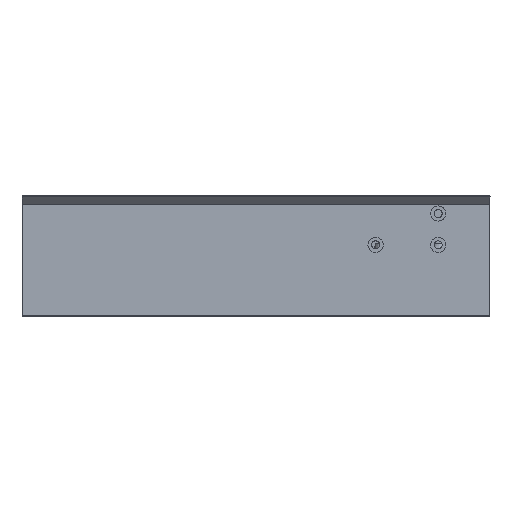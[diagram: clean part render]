
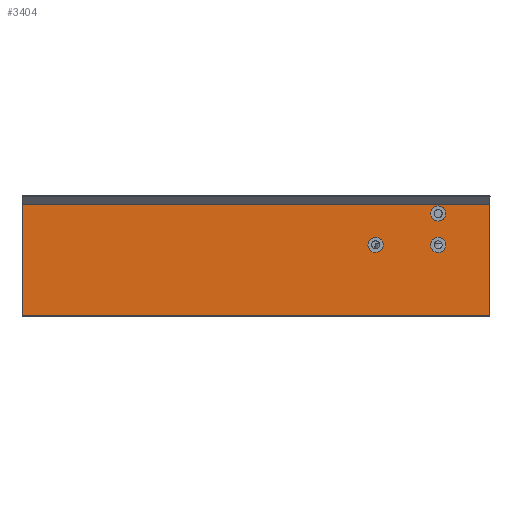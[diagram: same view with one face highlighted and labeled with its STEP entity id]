
A CAD part, top view. The second image highlights one B-rep face of the part: STEP entity #3404.
In plain terms, the highlighted planar face has unit normal (0, 0, 1).
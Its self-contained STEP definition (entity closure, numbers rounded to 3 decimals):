
#840=CARTESIAN_POINT('',(-0.941,264.624,567.032));
#841=VERTEX_POINT('',#840);
#848=CARTESIAN_POINT('',(-185.977,264.65,567.032));
#849=VERTEX_POINT('',#848);
#850=CARTESIAN_POINT('',(-185.977,264.65,567.032));
#851=DIRECTION('',(1.,0.,-0.));
#852=VECTOR('',#851,185.036);
#853=LINE('',#850,#852);
#854=EDGE_CURVE('',#849,#841,#853,.T.);
#2814=CARTESIAN_POINT('',(-185.977,308.69,567.032));
#2815=VERTEX_POINT('',#2814);
#2816=CARTESIAN_POINT('',(-185.977,308.69,567.032));
#2817=DIRECTION('',(-0.,-1.,0.));
#2818=VECTOR('',#2817,44.04);
#2819=LINE('',#2816,#2818);
#2820=EDGE_CURVE('',#2815,#849,#2819,.T.);
#3321=CARTESIAN_POINT('',(2.822,302.177,567.032));
#3322=DIRECTION('',(0.,0.,1.));
#3323=DIRECTION('',(1.,0.,-0.));
#3324=AXIS2_PLACEMENT_3D('',#3321,#3322,#3323);
#3325=PLANE('',#3324);
#3326=CARTESIAN_POINT('',(-0.941,308.664,567.032));
#3327=VERTEX_POINT('',#3326);
#3328=CARTESIAN_POINT('',(-185.977,308.69,567.032));
#3329=DIRECTION('',(1.,0.,-0.));
#3330=VECTOR('',#3329,185.036);
#3331=LINE('',#3328,#3330);
#3332=EDGE_CURVE('',#2815,#3327,#3331,.T.);
#3333=ORIENTED_EDGE('',*,*,#3332,.F.);
#3334=ORIENTED_EDGE('',*,*,#2820,.T.);
#3335=ORIENTED_EDGE('',*,*,#854,.T.);
#3336=CARTESIAN_POINT('',(-0.941,308.664,567.032));
#3337=DIRECTION('',(-0.,-1.,0.));
#3338=VECTOR('',#3337,44.04);
#3339=LINE('',#3336,#3338);
#3340=EDGE_CURVE('',#3327,#841,#3339,.T.);
#3341=ORIENTED_EDGE('',*,*,#3340,.F.);
#3342=EDGE_LOOP('',(#3333,#3334,#3335,#3341));
#3343=FACE_BOUND('',#3342,.T.);
#3344=CARTESIAN_POINT('',(-21.438,308.123,567.032));
#3345=VERTEX_POINT('',#3344);
#3346=CARTESIAN_POINT('',(-18.438,305.123,567.032));
#3347=VERTEX_POINT('',#3346);
#3348=CARTESIAN_POINT('',(-21.438,305.123,567.032));
#3349=DIRECTION('',(0.,0.,1.));
#3350=DIRECTION('',(1.,0.,-0.));
#3351=AXIS2_PLACEMENT_3D('',#3348,#3349,#3350);
#3352=CIRCLE('',#3351,3.);
#3353=EDGE_CURVE('',#3345,#3347,#3352,.T.);
#3354=ORIENTED_EDGE('',*,*,#3353,.F.);
#3355=CARTESIAN_POINT('',(-21.438,305.123,567.032));
#3356=DIRECTION('',(0.,0.,1.));
#3357=DIRECTION('',(1.,0.,-0.));
#3358=AXIS2_PLACEMENT_3D('',#3355,#3356,#3357);
#3359=CIRCLE('',#3358,3.);
#3360=EDGE_CURVE('',#3347,#3345,#3359,.T.);
#3361=ORIENTED_EDGE('',*,*,#3360,.F.);
#3362=EDGE_LOOP('',(#3354,#3361));
#3363=FACE_BOUND('',#3362,.T.);
#3364=CARTESIAN_POINT('',(-21.438,295.723,567.032));
#3365=VERTEX_POINT('',#3364);
#3366=CARTESIAN_POINT('',(-24.243,293.787,567.032));
#3367=VERTEX_POINT('',#3366);
#3368=CARTESIAN_POINT('',(-21.438,292.723,567.032));
#3369=DIRECTION('',(0.,0.,1.));
#3370=DIRECTION('',(-0.935,0.355,0.));
#3371=AXIS2_PLACEMENT_3D('',#3368,#3369,#3370);
#3372=CIRCLE('',#3371,3.);
#3373=EDGE_CURVE('',#3365,#3367,#3372,.T.);
#3374=ORIENTED_EDGE('',*,*,#3373,.F.);
#3375=CARTESIAN_POINT('',(-21.438,292.723,567.032));
#3376=DIRECTION('',(0.,0.,1.));
#3377=DIRECTION('',(-0.935,0.355,0.));
#3378=AXIS2_PLACEMENT_3D('',#3375,#3376,#3377);
#3379=CIRCLE('',#3378,3.);
#3380=EDGE_CURVE('',#3367,#3365,#3379,.T.);
#3381=ORIENTED_EDGE('',*,*,#3380,.F.);
#3382=EDGE_LOOP('',(#3374,#3381));
#3383=FACE_BOUND('',#3382,.T.);
#3384=CARTESIAN_POINT('',(-46.188,295.723,567.032));
#3385=VERTEX_POINT('',#3384);
#3386=CARTESIAN_POINT('',(-48.857,294.091,567.032));
#3387=VERTEX_POINT('',#3386);
#3388=CARTESIAN_POINT('',(-46.188,292.723,567.032));
#3389=DIRECTION('',(0.,0.,1.));
#3390=DIRECTION('',(-0.89,0.456,0.));
#3391=AXIS2_PLACEMENT_3D('',#3388,#3389,#3390);
#3392=CIRCLE('',#3391,3.);
#3393=EDGE_CURVE('',#3385,#3387,#3392,.T.);
#3394=ORIENTED_EDGE('',*,*,#3393,.F.);
#3395=CARTESIAN_POINT('',(-46.188,292.723,567.032));
#3396=DIRECTION('',(0.,0.,1.));
#3397=DIRECTION('',(-0.89,0.456,0.));
#3398=AXIS2_PLACEMENT_3D('',#3395,#3396,#3397);
#3399=CIRCLE('',#3398,3.);
#3400=EDGE_CURVE('',#3387,#3385,#3399,.T.);
#3401=ORIENTED_EDGE('',*,*,#3400,.F.);
#3402=EDGE_LOOP('',(#3394,#3401));
#3403=FACE_BOUND('',#3402,.T.);
#3404=ADVANCED_FACE('',(#3343,#3363,#3383,#3403),#3325,.T.);
